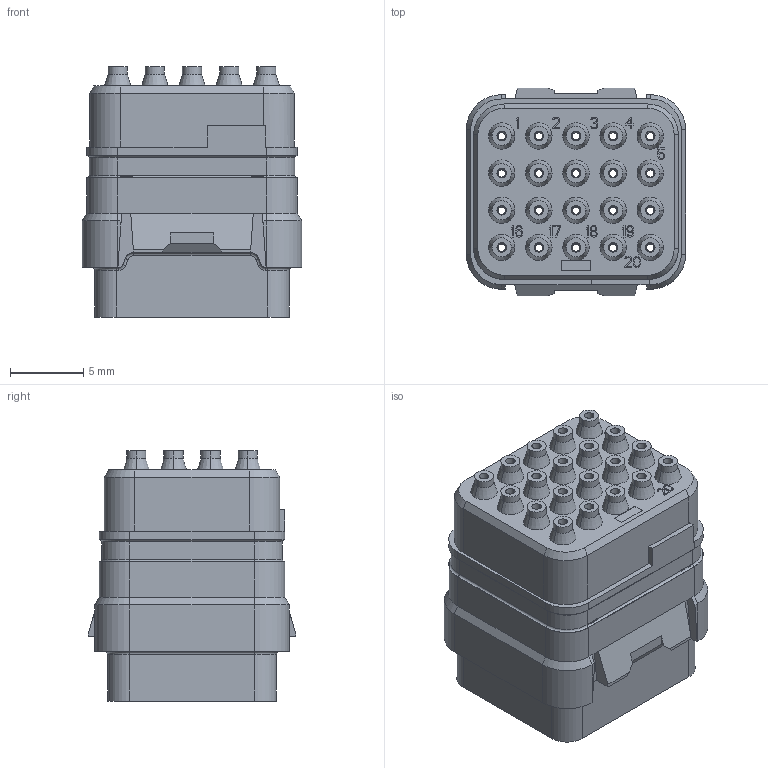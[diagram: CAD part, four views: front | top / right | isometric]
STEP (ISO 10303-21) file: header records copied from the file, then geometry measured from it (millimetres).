
FILE_DESCRIPTION((''),'2;1');
FILE_NAME('SIMM2022PD','2019-12-02T',('presta_be4'),(''),'CREO PARAMETRIC BY PTC INC, 2018360','CREO PARAMETRIC BY PTC INC, 2018360','');
FILE_SCHEMA(('CONFIG_CONTROL_DESIGN'));
Products named in the file (1): SIMM2022PD
Bounding box: 15 x 14.2 x 17.14 mm (x, y, z)
Volume: 1925.5 mm3; surface area: 3407.2 mm2
Topology: 1 solids, 1 shells, 2630 faces, 6350 edges, 3884 vertices
Faces by surface type: plane 1230, cylinder 560, torus 340, cone 332, bspline 168
Entity records: 79107 total; most frequent: CARTESIAN_POINT 16650, DIRECTION 13477, ORIENTED_EDGE 12700, EDGE_CURVE 6350, AXIS2_PLACEMENT_3D 4727, VECTOR 4023, LINE 4023, VERTEX_POINT 3884
